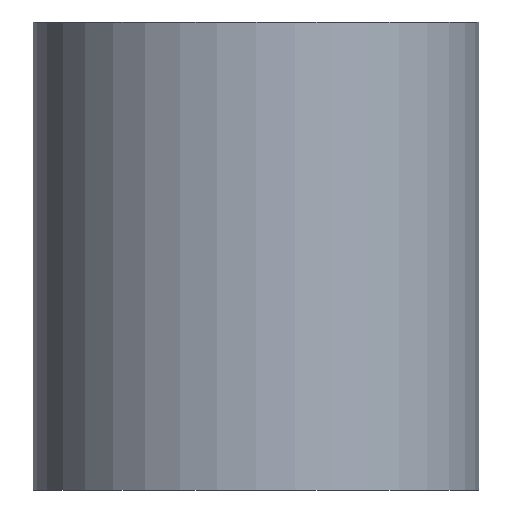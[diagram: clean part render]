
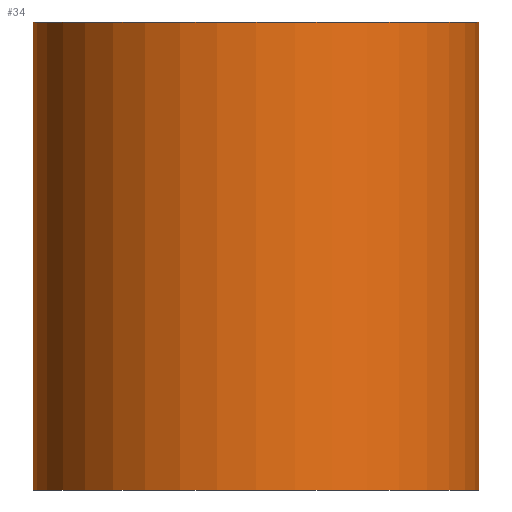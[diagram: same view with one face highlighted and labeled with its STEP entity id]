
A CAD part, front view. The second image highlights one B-rep face of the part: STEP entity #34.
In plain terms, the highlighted cylindrical face has radius 10 mm (diameter 20 mm), a partial arc.
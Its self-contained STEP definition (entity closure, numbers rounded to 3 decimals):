
#1 = CARTESIAN_POINT ( 'NONE',  ( 10., 0., 21. ) ) ;
#16 = DIRECTION ( 'NONE',  ( 1., 0., 0. ) ) ;
#27 = VERTEX_POINT ( 'NONE', #66 ) ;
#33 = FACE_OUTER_BOUND ( 'NONE', #181, .T. ) ;
#34 = ADVANCED_FACE ( 'NONE', ( #33 ), #242, .T. ) ;
#35 = CARTESIAN_POINT ( 'NONE',  ( 0., 0., 0. ) ) ;
#36 = CARTESIAN_POINT ( 'NONE',  ( -10., 0., 0. ) ) ;
#53 = DIRECTION ( 'NONE',  ( -1., 0., 0. ) ) ;
#66 = CARTESIAN_POINT ( 'NONE',  ( 10., 0., 0. ) ) ;
#67 = ORIENTED_EDGE ( 'NONE', *, *, #134, .T. ) ;
#76 = DIRECTION ( 'NONE',  ( 0., 0., -1. ) ) ;
#77 = CIRCLE ( 'NONE', #194, 10. ) ;
#84 = ORIENTED_EDGE ( 'NONE', *, *, #229, .F. ) ;
#87 = CARTESIAN_POINT ( 'NONE',  ( 0., 0., 21. ) ) ;
#88 = EDGE_CURVE ( 'NONE', #145, #204, #118, .T. ) ;
#94 = VECTOR ( 'NONE', #196, 1000. ) ;
#96 = CARTESIAN_POINT ( 'NONE',  ( -10., 0., 21. ) ) ;
#112 = VECTOR ( 'NONE', #76, 1000. ) ;
#117 = CARTESIAN_POINT ( 'NONE',  ( -10., 0., 21. ) ) ;
#118 = CIRCLE ( 'NONE', #216, 10. ) ;
#124 = ORIENTED_EDGE ( 'NONE', *, *, #88, .F. ) ;
#133 = CARTESIAN_POINT ( 'NONE',  ( 0., 0., 21. ) ) ;
#134 = EDGE_CURVE ( 'NONE', #178, #27, #77, .T. ) ;
#136 = DIRECTION ( 'NONE',  ( 0., 0., 1. ) ) ;
#145 = VERTEX_POINT ( 'NONE', #96 ) ;
#152 = DIRECTION ( 'NONE',  ( 0., 0., -1. ) ) ;
#153 = LINE ( 'NONE', #117, #112 ) ;
#178 = VERTEX_POINT ( 'NONE', #36 ) ;
#181 = EDGE_LOOP ( 'NONE', ( #84, #124, #226, #67 ) ) ;
#191 = LINE ( 'NONE', #228, #94 ) ;
#194 = AXIS2_PLACEMENT_3D ( 'NONE', #35, #136, #16 ) ;
#196 = DIRECTION ( 'NONE',  ( 0., 0., -1. ) ) ;
#198 = AXIS2_PLACEMENT_3D ( 'NONE', #87, #152, #53 ) ;
#203 = DIRECTION ( 'NONE',  ( 1., 0., 0. ) ) ;
#204 = VERTEX_POINT ( 'NONE', #1 ) ;
#208 = DIRECTION ( 'NONE',  ( 0., 0., 1. ) ) ;
#216 = AXIS2_PLACEMENT_3D ( 'NONE', #133, #208, #203 ) ;
#226 = ORIENTED_EDGE ( 'NONE', *, *, #244, .T. ) ;
#228 = CARTESIAN_POINT ( 'NONE',  ( 10., 0., 21. ) ) ;
#229 = EDGE_CURVE ( 'NONE', #204, #27, #191, .T. ) ;
#242 = CYLINDRICAL_SURFACE ( 'NONE', #198, 10. ) ;
#244 = EDGE_CURVE ( 'NONE', #145, #178, #153, .T. ) ;
